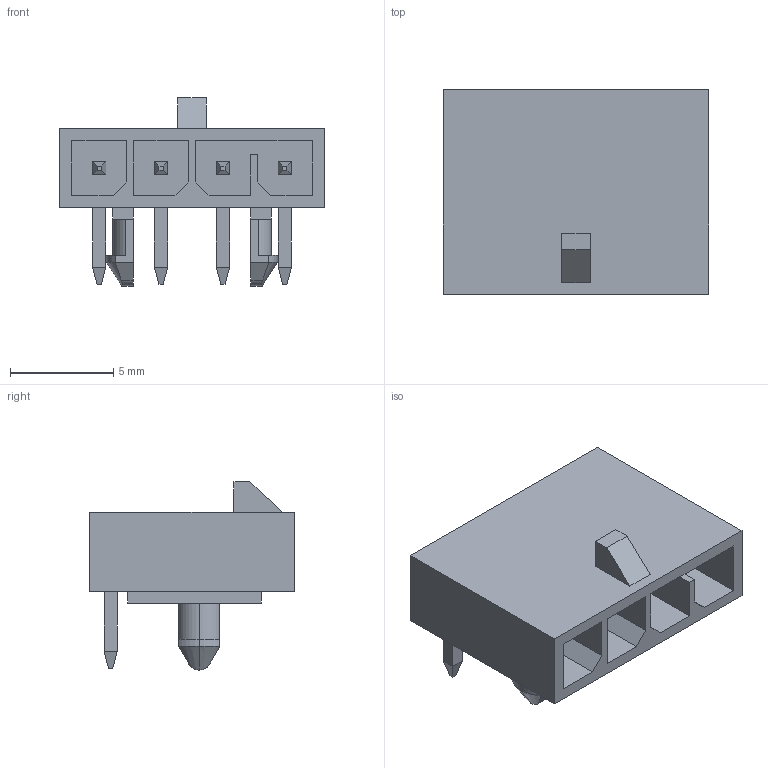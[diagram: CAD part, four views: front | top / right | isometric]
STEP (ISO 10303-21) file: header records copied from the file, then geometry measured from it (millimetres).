
FILE_DESCRIPTION(('STEP AP242'),'1');
FILE_NAME('2157601004.stp','2025-03-27T10:15:35',('TraceParts'),('TraceParts S.A.'),'Spatial InterOp 3D',' ',' ');
FILE_SCHEMA(('AP242_MANAGED_MODEL_BASED_3D_ENGINEERING_MIM_LF {1 0 10303 442 1 1 4}'));
Length unit declared in the file: millimetre
Products named in the file (1): 2157601004
Bounding box: 12.85 x 9.91 x 9.12 mm (x, y, z)
Volume: 342 mm3; surface area: 823.8 mm2
Topology: 1 solids, 1 shells, 144 faces, 340 edges, 212 vertices
Faces by surface type: plane 128, cylinder 12, cone 4
Entity records: 4149 total; most frequent: CARTESIAN_POINT 825, ORIENTED_EDGE 680, DIRECTION 642, EDGE_CURVE 340, LINE 312, VECTOR 312, VERTEX_POINT 212, AXIS2_PLACEMENT_3D 165
